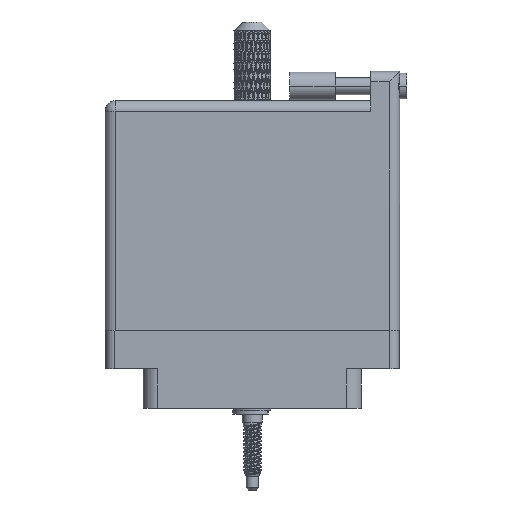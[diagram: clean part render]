
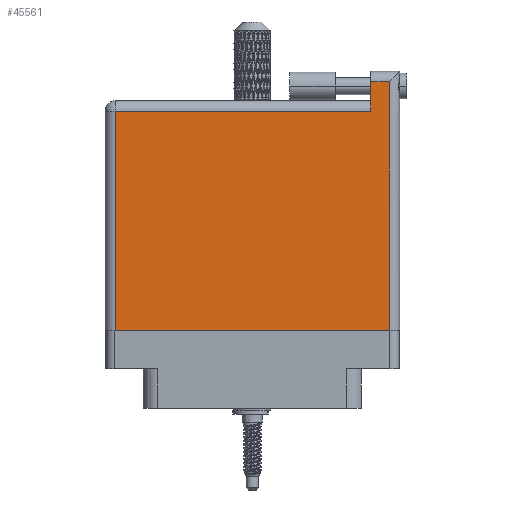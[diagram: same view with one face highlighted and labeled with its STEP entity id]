
A CAD part, front view. The second image highlights one B-rep face of the part: STEP entity #45561.
In plain terms, the highlighted face is planar.
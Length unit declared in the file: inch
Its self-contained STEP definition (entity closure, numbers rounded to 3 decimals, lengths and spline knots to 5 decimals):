
#1790 = EDGE_LOOP ( 'NONE', ( #46129, #97426, #18487, #43022, #39665, #95863 ) ) ;
#3547 = VECTOR ( 'NONE', #68938, 39.37008 ) ;
#4511 = AXIS2_PLACEMENT_3D ( 'NONE', #5227, #70878, #5915 ) ;
#5227 = CARTESIAN_POINT ( 'NONE',  ( 0., 1.566, 0. ) ) ;
#5915 = DIRECTION ( 'NONE',  ( -1., 0., 0. ) ) ;
#6962 = VERTEX_POINT ( 'NONE', #93066 ) ;
#7292 = VERTEX_POINT ( 'NONE', #76095 ) ;
#15851 = VERTEX_POINT ( 'NONE', #99012 ) ;
#16820 = VERTEX_POINT ( 'NONE', #51083 ) ;
#18487 = ORIENTED_EDGE ( 'NONE', *, *, #97291, .T. ) ;
#22671 = DIRECTION ( 'NONE',  ( -1., 0., 0. ) ) ;
#23001 = CARTESIAN_POINT ( 'NONE',  ( 0., 1.496, 0. ) ) ;
#23838 = VECTOR ( 'NONE', #95689, 39.37008 ) ;
#25076 = LINE ( 'NONE', #26659, #81831 ) ;
#26659 = CARTESIAN_POINT ( 'NONE',  ( 1.811, 1.766, 0. ) ) ;
#29339 = EDGE_CURVE ( 'NONE', #6962, #42383, #91635, .T. ) ;
#30489 = CARTESIAN_POINT ( 'NONE',  ( 0., 0., 0. ) ) ;
#30492 = LINE ( 'NONE', #23001, #63307 ) ;
#30704 = CARTESIAN_POINT ( 'NONE',  ( 1.938, 1.766, 0. ) ) ;
#35735 = DIRECTION ( 'NONE',  ( 0., -1., 0. ) ) ;
#38701 = VECTOR ( 'NONE', #70956, 39.37008 ) ;
#39665 = ORIENTED_EDGE ( 'NONE', *, *, #40519, .T. ) ;
#40519 = EDGE_CURVE ( 'NONE', #7292, #60716, #30492, .T. ) ;
#42383 = VERTEX_POINT ( 'NONE', #72859 ) ;
#43022 = ORIENTED_EDGE ( 'NONE', *, *, #52115, .T. ) ;
#45333 = LINE ( 'NONE', #30489, #23838 ) ;
#45561 = ADVANCED_FACE ( 'NONE', ( #80267 ), #62734, .F. ) ;
#46129 = ORIENTED_EDGE ( 'NONE', *, *, #81215, .T. ) ;
#51083 = CARTESIAN_POINT ( 'NONE',  ( 0.07, 0., 0. ) ) ;
#52115 = EDGE_CURVE ( 'NONE', #15851, #7292, #25076, .T. ) ;
#60716 = VERTEX_POINT ( 'NONE', #87556 ) ;
#62003 = VECTOR ( 'NONE', #35735, 39.37008 ) ;
#62734 = PLANE ( 'NONE',  #4511 ) ;
#63307 = VECTOR ( 'NONE', #22671, 39.37008 ) ;
#64046 = CARTESIAN_POINT ( 'NONE',  ( 0.07, 0., 0. ) ) ;
#68938 = DIRECTION ( 'NONE',  ( -1., 0., 0. ) ) ;
#70878 = DIRECTION ( 'NONE',  ( 0., 0., -1. ) ) ;
#70956 = DIRECTION ( 'NONE',  ( 0., 1., 0. ) ) ;
#72859 = CARTESIAN_POINT ( 'NONE',  ( 1.938, 1.696, 0. ) ) ;
#76095 = CARTESIAN_POINT ( 'NONE',  ( 1.811, 1.496, 0. ) ) ;
#77771 = EDGE_CURVE ( 'NONE', #60716, #16820, #85977, .T. ) ;
#80267 = FACE_OUTER_BOUND ( 'NONE', #1790, .T. ) ;
#81215 = EDGE_CURVE ( 'NONE', #16820, #6962, #45333, .T. ) ;
#81831 = VECTOR ( 'NONE', #83043, 39.37008 ) ;
#83043 = DIRECTION ( 'NONE',  ( 0., -1., 0. ) ) ;
#84310 = LINE ( 'NONE', #93185, #3547 ) ;
#85977 = LINE ( 'NONE', #64046, #62003 ) ;
#87556 = CARTESIAN_POINT ( 'NONE',  ( 0.07, 1.496, 0. ) ) ;
#91635 = LINE ( 'NONE', #30704, #38701 ) ;
#93066 = CARTESIAN_POINT ( 'NONE',  ( 1.938, 0., 0. ) ) ;
#93185 = CARTESIAN_POINT ( 'NONE',  ( 0., 1.696, 0. ) ) ;
#95689 = DIRECTION ( 'NONE',  ( 1., 0., 0. ) ) ;
#95863 = ORIENTED_EDGE ( 'NONE', *, *, #77771, .T. ) ;
#97291 = EDGE_CURVE ( 'NONE', #42383, #15851, #84310, .T. ) ;
#97426 = ORIENTED_EDGE ( 'NONE', *, *, #29339, .T. ) ;
#99012 = CARTESIAN_POINT ( 'NONE',  ( 1.811, 1.696, 0. ) ) ;
